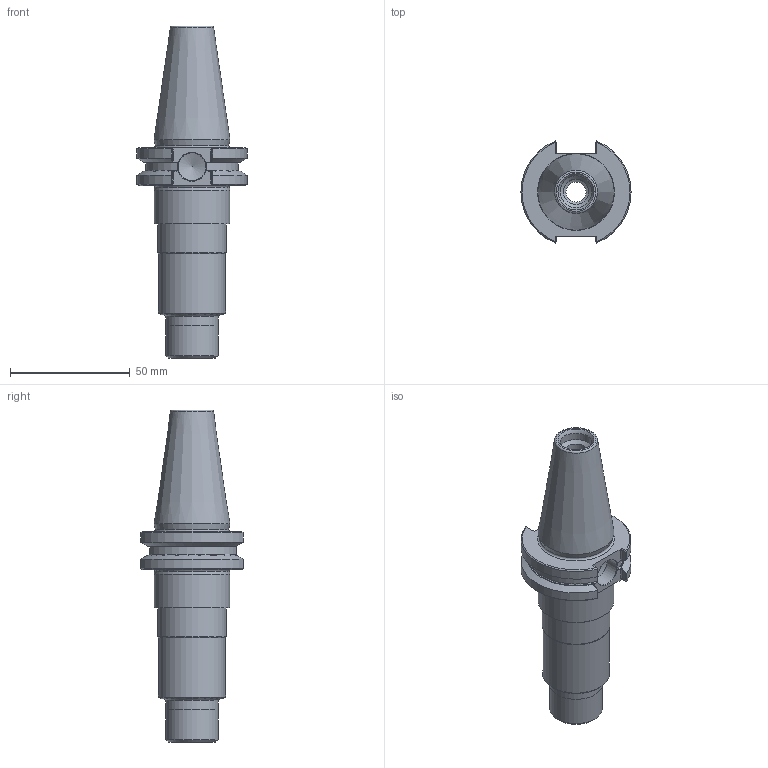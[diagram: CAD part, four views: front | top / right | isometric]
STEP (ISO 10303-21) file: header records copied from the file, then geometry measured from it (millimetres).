
FILE_DESCRIPTION(/* description */ (''),/* implementation_level */ '2;1');
FILE_NAME(/* name */ '233011651.stp',/* time_stamp */ '2021-04-28T09:22:49',/* author */ ('LRA'),/* organization */ ('REGO-FIX'),/* preprocessor_version */ ' Unknown',/* originating_system */ 'SIEMENS PLM Software Solid Edge ST10',/* authorization */ 'Unknown');
FILE_SCHEMA (('AUTOMOTIVE_DESIGN { 1 0 10303 214 2 1 1}'));
Length unit declared in the file: millimetre
Products named in the file (1): 0007563
Bounding box: 46.03 x 42.63 x 138.73 mm (x, y, z)
Volume: 77647 mm3; surface area: 19846.2 mm2
Topology: 1 solids, 1 shells, 101 faces, 264 edges, 169 vertices
Faces by surface type: plane 37, cylinder 23, cone 22, torus 11, bspline 8
Full cylindrical faces by diameter (mm): 8.376 x1, 10.5 x1, 10.58 x1, 10.584 x1, 11.7 x1, 13.3 x1, 22 x2, 28 x1, 28.5 x1, 31.75 x1
Entity records: 3769 total; most frequent: CARTESIAN_POINT 825, ORIENTED_EDGE 452, DIRECTION 413, EDGE_CURVE 226, AXIS2_PLACEMENT_3D 169, VERTEX_POINT 164, FACE_BOUND 140, EDGE_LOOP 139
